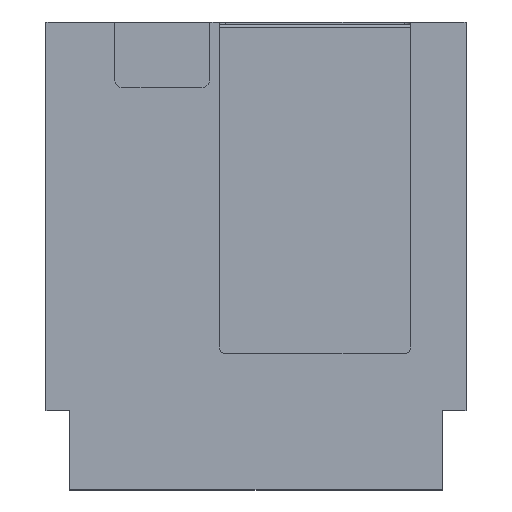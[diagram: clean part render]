
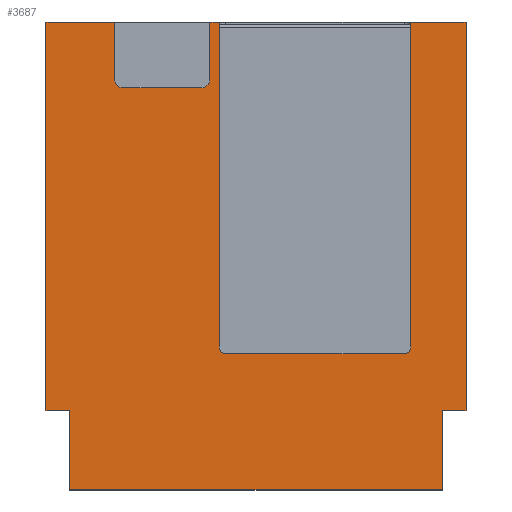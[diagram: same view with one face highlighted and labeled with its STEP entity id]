
A CAD part, top view. The second image highlights one B-rep face of the part: STEP entity #3687.
In plain terms, the highlighted planar face has unit normal (0, 0, 1).
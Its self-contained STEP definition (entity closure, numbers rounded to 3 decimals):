
#285=LINE('',#5435,#767);
#287=LINE('',#5440,#769);
#393=LINE('',#5658,#875);
#461=LINE('',#5802,#943);
#462=LINE('',#5807,#944);
#465=LINE('',#5812,#947);
#469=LINE('',#5819,#951);
#486=LINE('',#5863,#968);
#490=LINE('',#5875,#972);
#495=LINE('',#5888,#977);
#496=LINE('',#5891,#978);
#499=LINE('',#5897,#981);
#501=LINE('',#5900,#983);
#502=LINE('',#5902,#984);
#503=LINE('',#5904,#985);
#504=LINE('',#5905,#986);
#767=VECTOR('',#4434,10.);
#769=VECTOR('',#4438,10.);
#875=VECTOR('',#4578,10.);
#943=VECTOR('',#4730,10.);
#944=VECTOR('',#4737,10.);
#947=VECTOR('',#4740,10.);
#951=VECTOR('',#4744,10.);
#968=VECTOR('',#4801,10.);
#972=VECTOR('',#4813,10.);
#977=VECTOR('',#4826,10.);
#978=VECTOR('',#4829,10.);
#981=VECTOR('',#4834,10.);
#983=VECTOR('',#4838,10.);
#984=VECTOR('',#4841,10.);
#985=VECTOR('',#4844,10.);
#986=VECTOR('',#4845,10.);
#1189=FACE_OUTER_BOUND('',#1383,.T.);
#1383=EDGE_LOOP('',(#3295,#3296,#3297,#3298,#3299,#3300,#3301,#3302,#3303,
#3304,#3305,#3306,#3307,#3308,#3309,#3310,#3311,#3312,#3313,#3314));
#1421=CIRCLE('',#3879,0.9);
#1422=CIRCLE('',#3882,0.9);
#1426=CIRCLE('',#3906,1.125);
#1428=CIRCLE('',#3910,1.125);
#1617=VERTEX_POINT('',#5429);
#1619=VERTEX_POINT('',#5433);
#1620=VERTEX_POINT('',#5437);
#1621=VERTEX_POINT('',#5439);
#1715=VERTEX_POINT('',#5655);
#1716=VERTEX_POINT('',#5657);
#1749=VERTEX_POINT('',#5796);
#1750=VERTEX_POINT('',#5800);
#1751=VERTEX_POINT('',#5806);
#1752=VERTEX_POINT('',#5809);
#1753=VERTEX_POINT('',#5811);
#1756=VERTEX_POINT('',#5817);
#1763=VERTEX_POINT('',#5862);
#1766=VERTEX_POINT('',#5869);
#1767=VERTEX_POINT('',#5871);
#1770=VERTEX_POINT('',#5881);
#1771=VERTEX_POINT('',#5883);
#1772=VERTEX_POINT('',#5890);
#1773=VERTEX_POINT('',#5894);
#1774=VERTEX_POINT('',#5896);
#2059=EDGE_CURVE('',#1617,#1619,#285,.T.);
#2061=EDGE_CURVE('',#1621,#1620,#287,.T.);
#2170=EDGE_CURVE('',#1716,#1715,#393,.T.);
#2242=EDGE_CURVE('',#1749,#1620,#1421,.T.);
#2244=EDGE_CURVE('',#1749,#1750,#461,.T.);
#2245=EDGE_CURVE('',#1617,#1750,#1422,.T.);
#2246=EDGE_CURVE('',#1751,#1621,#462,.T.);
#2249=EDGE_CURVE('',#1753,#1752,#465,.T.);
#2253=EDGE_CURVE('',#1619,#1756,#469,.T.);
#2272=EDGE_CURVE('',#1763,#1716,#486,.T.);
#2276=EDGE_CURVE('',#1766,#1767,#1426,.T.);
#2278=EDGE_CURVE('',#1756,#1767,#490,.T.);
#2282=EDGE_CURVE('',#1770,#1771,#1428,.T.);
#2285=EDGE_CURVE('',#1766,#1771,#495,.T.);
#2286=EDGE_CURVE('',#1772,#1763,#496,.T.);
#2289=EDGE_CURVE('',#1774,#1773,#499,.T.);
#2291=EDGE_CURVE('',#1715,#1774,#501,.T.);
#2292=EDGE_CURVE('',#1752,#1772,#502,.T.);
#2293=EDGE_CURVE('',#1773,#1751,#503,.T.);
#2294=EDGE_CURVE('',#1770,#1753,#504,.T.);
#3295=ORIENTED_EDGE('',*,*,#2170,.T.);
#3296=ORIENTED_EDGE('',*,*,#2291,.T.);
#3297=ORIENTED_EDGE('',*,*,#2289,.T.);
#3298=ORIENTED_EDGE('',*,*,#2293,.T.);
#3299=ORIENTED_EDGE('',*,*,#2246,.T.);
#3300=ORIENTED_EDGE('',*,*,#2061,.T.);
#3301=ORIENTED_EDGE('',*,*,#2242,.F.);
#3302=ORIENTED_EDGE('',*,*,#2244,.T.);
#3303=ORIENTED_EDGE('',*,*,#2245,.F.);
#3304=ORIENTED_EDGE('',*,*,#2059,.T.);
#3305=ORIENTED_EDGE('',*,*,#2253,.T.);
#3306=ORIENTED_EDGE('',*,*,#2278,.T.);
#3307=ORIENTED_EDGE('',*,*,#2276,.F.);
#3308=ORIENTED_EDGE('',*,*,#2285,.T.);
#3309=ORIENTED_EDGE('',*,*,#2282,.F.);
#3310=ORIENTED_EDGE('',*,*,#2294,.T.);
#3311=ORIENTED_EDGE('',*,*,#2249,.T.);
#3312=ORIENTED_EDGE('',*,*,#2292,.T.);
#3313=ORIENTED_EDGE('',*,*,#2286,.T.);
#3314=ORIENTED_EDGE('',*,*,#2272,.T.);
#3501=PLANE('',#3916);
#3687=ADVANCED_FACE('',(#1189),#3501,.T.);
#3879=AXIS2_PLACEMENT_3D('',#5798,#4725,#4726);
#3882=AXIS2_PLACEMENT_3D('',#5804,#4733,#4734);
#3906=AXIS2_PLACEMENT_3D('',#5872,#4808,#4809);
#3910=AXIS2_PLACEMENT_3D('',#5884,#4820,#4821);
#3916=AXIS2_PLACEMENT_3D('',#5903,#4842,#4843);
#4434=DIRECTION('',(0.,1.,0.));
#4438=DIRECTION('',(0.,-1.,0.));
#4578=DIRECTION('',(1.,0.,0.));
#4725=DIRECTION('center_axis',(0.,0.,1.));
#4726=DIRECTION('ref_axis',(0.707,-0.707,0.));
#4730=DIRECTION('',(-1.,0.,0.));
#4733=DIRECTION('center_axis',(0.,0.,1.));
#4734=DIRECTION('ref_axis',(-0.707,-0.707,0.));
#4737=DIRECTION('',(-1.,0.,0.));
#4740=DIRECTION('',(-1.,0.,0.));
#4744=DIRECTION('',(-1.,0.,0.));
#4801=DIRECTION('',(0.,-1.,0.));
#4808=DIRECTION('center_axis',(0.,0.,1.));
#4809=DIRECTION('ref_axis',(0.707,-0.707,0.));
#4813=DIRECTION('',(0.,-1.,0.));
#4820=DIRECTION('center_axis',(0.,0.,1.));
#4821=DIRECTION('ref_axis',(-0.707,-0.707,0.));
#4826=DIRECTION('',(-1.,0.,0.));
#4829=DIRECTION('',(1.,0.,0.));
#4834=DIRECTION('',(1.,0.,0.));
#4838=DIRECTION('',(0.,1.,0.));
#4841=DIRECTION('',(0.,-1.,0.));
#4842=DIRECTION('center_axis',(0.,0.,1.));
#4843=DIRECTION('ref_axis',(1.,0.,0.));
#4844=DIRECTION('',(0.,1.,0.));
#4845=DIRECTION('',(0.,1.,0.));
#5429=CARTESIAN_POINT('',(-5.,-11.6,6.8));
#5433=CARTESIAN_POINT('',(-5.,32.5,6.8));
#5435=CARTESIAN_POINT('',(-5.,-6.25,6.8));
#5437=CARTESIAN_POINT('',(21.,-11.6,6.8));
#5439=CARTESIAN_POINT('',(21.,32.5,6.8));
#5440=CARTESIAN_POINT('',(21.,16.25,6.8));
#5655=CARTESIAN_POINT('',(25.25,-31.,6.8));
#5657=CARTESIAN_POINT('',(-25.25,-31.,6.8));
#5658=CARTESIAN_POINT('',(-14.25,-31.,6.8));
#5796=CARTESIAN_POINT('',(20.1,-12.5,6.8));
#5798=CARTESIAN_POINT('Origin',(20.1,-11.6,6.8));
#5800=CARTESIAN_POINT('',(-4.1,-12.5,6.8));
#5802=CARTESIAN_POINT('',(10.5,-12.5,6.8));
#5804=CARTESIAN_POINT('Origin',(-4.1,-11.6,6.8));
#5806=CARTESIAN_POINT('',(28.5,32.5,6.8));
#5807=CARTESIAN_POINT('',(-28.5,32.5,6.8));
#5809=CARTESIAN_POINT('',(-28.5,32.5,6.8));
#5811=CARTESIAN_POINT('',(-19.2,32.5,6.8));
#5812=CARTESIAN_POINT('',(-28.5,32.5,6.8));
#5817=CARTESIAN_POINT('',(-6.25,32.5,6.8));
#5819=CARTESIAN_POINT('',(-28.5,32.5,6.8));
#5862=CARTESIAN_POINT('',(-25.25,-20.25,6.8));
#5863=CARTESIAN_POINT('',(-25.25,-10.125,6.8));
#5869=CARTESIAN_POINT('',(-7.375,23.6,6.8));
#5871=CARTESIAN_POINT('',(-6.25,24.725,6.8));
#5872=CARTESIAN_POINT('Origin',(-7.375,24.725,6.8));
#5875=CARTESIAN_POINT('',(-6.25,16.25,6.8));
#5881=CARTESIAN_POINT('',(-19.2,24.725,6.8));
#5883=CARTESIAN_POINT('',(-18.075,23.6,6.8));
#5884=CARTESIAN_POINT('Origin',(-18.075,24.725,6.8));
#5888=CARTESIAN_POINT('',(-3.125,23.6,6.8));
#5890=CARTESIAN_POINT('',(-28.5,-20.25,6.8));
#5891=CARTESIAN_POINT('',(-14.25,-20.25,6.8));
#5894=CARTESIAN_POINT('',(28.5,-20.25,6.8));
#5896=CARTESIAN_POINT('',(25.25,-20.25,6.8));
#5897=CARTESIAN_POINT('',(12.625,-20.25,6.8));
#5900=CARTESIAN_POINT('',(25.25,-16.25,6.8));
#5902=CARTESIAN_POINT('',(-28.5,-32.5,6.8));
#5903=CARTESIAN_POINT('Origin',(0.,0.,6.8));
#5904=CARTESIAN_POINT('',(28.5,32.5,6.8));
#5905=CARTESIAN_POINT('',(-19.2,11.8,6.8));
